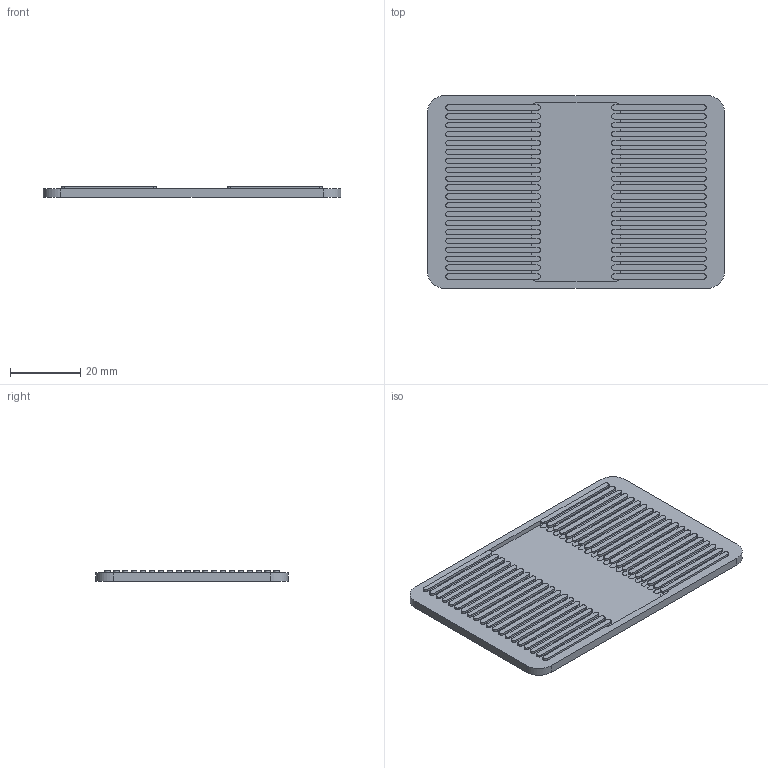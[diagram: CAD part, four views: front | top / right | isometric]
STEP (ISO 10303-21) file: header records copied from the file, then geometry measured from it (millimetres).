
FILE_DESCRIPTION(/* description */ ('STEP AP242','CAx-IF Rec.Pracs.---Representation and Presentation of Product Manufacturing Information (PMI)---4.0---2014-10-13','CAx-IF Rec.Pracs.---3D Tessellated Geometry---0.4---2014-09-14','2;1'),/* implementation_level */ '2;1');
FILE_NAME(/* name */ '674f17569e743d69e94fa4a5',/* time_stamp */ '2024-12-03T14:36:08Z',/* author */ (''),/* organization */ (''),/* preprocessor_version */ 'ST-DEVELOPER v20',/* originating_system */ 'ONSHAPE BY PTC INC, 1.190',/* authorisation */ ' ');
FILE_SCHEMA (('AP242_MANAGED_MODEL_BASED_3D_ENGINEERING_MIM_LF { 1 0 10303 442 1 1 4 }'));
Length unit declared in the file: metre
Products named in the file (41): Part 20; Part 31; Part 5; Part 40; Part 19; Part 1; Part 37; Part 32; Part 6; Part 39; Part 35; Part 33; Part 7; Part 38; Part 36; Part 34; Part 8; Part 22; Part 9; Part 2; Part 23; Part 10; Part 24; Part 11; Part 18; Part 25; Part 12; Part 16; Part 26; Part 13; Part 17; Part 27; Part 14; Part 15; Part 28; Part 29; Part 3; Part 21; Part 30; Part 4 ...
Bounding box: 85 x 55 x 3 mm (x, y, z)
Volume: 10313.9 mm3; surface area: 21822.8 mm2
Topology: 41 solids, 41 shells, 739 faces, 2088 edges, 1392 vertices
Faces by surface type: plane 527, cylinder 212
Entity records: 25009 total; most frequent: CARTESIAN_POINT 4260, ORIENTED_EDGE 4176, DIRECTION 4072, EDGE_CURVE 2088, LINE 1664, VECTOR 1664, VERTEX_POINT 1392, AXIS2_PLACEMENT_3D 1204
